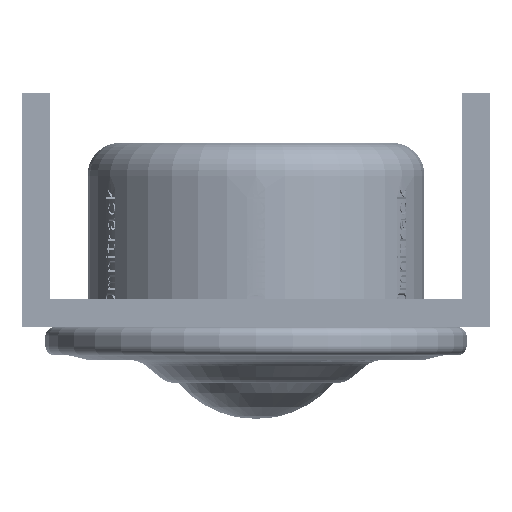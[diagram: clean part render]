
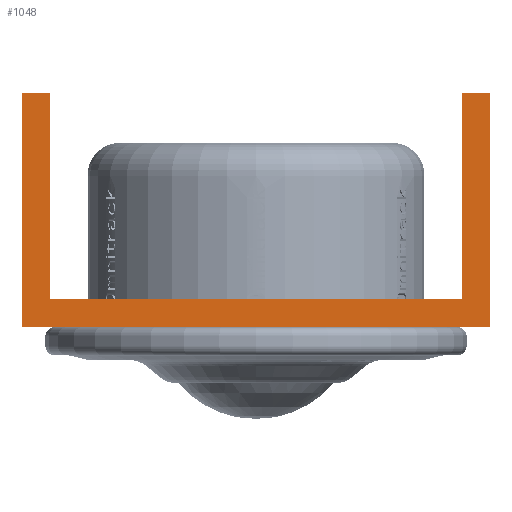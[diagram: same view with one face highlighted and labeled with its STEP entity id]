
A CAD part, front view. The second image highlights one B-rep face of the part: STEP entity #1048.
In plain terms, the highlighted planar face has unit normal (0, -1, 0).
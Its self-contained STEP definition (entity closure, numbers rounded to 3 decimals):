
#385=DIRECTION('',(0.,0.,-1.));
#386=VECTOR('',#385,25.);
#387=CARTESIAN_POINT('',(25.,-400.,0.));
#388=LINE('',#387,#386);
#389=DIRECTION('',(-1.,0.,0.));
#390=VECTOR('',#389,50.);
#391=CARTESIAN_POINT('',(25.,-400.,-25.));
#392=LINE('',#391,#390);
#393=DIRECTION('',(0.,0.,1.));
#394=VECTOR('',#393,25.);
#395=CARTESIAN_POINT('',(-25.,-400.,-25.));
#396=LINE('',#395,#394);
#397=DIRECTION('',(1.,0.,0.));
#398=VECTOR('',#397,3.);
#399=CARTESIAN_POINT('',(-25.,-400.,0.));
#400=LINE('',#399,#398);
#401=DIRECTION('',(0.,0.,-1.));
#402=VECTOR('',#401,22.);
#403=CARTESIAN_POINT('',(-22.,-400.,0.));
#404=LINE('',#403,#402);
#405=DIRECTION('',(1.,0.,0.));
#406=VECTOR('',#405,44.);
#407=CARTESIAN_POINT('',(-22.,-400.,-22.));
#408=LINE('',#407,#406);
#409=DIRECTION('',(0.,0.,1.));
#410=VECTOR('',#409,22.);
#411=CARTESIAN_POINT('',(22.,-400.,-22.));
#412=LINE('',#411,#410);
#413=DIRECTION('',(1.,0.,0.));
#414=VECTOR('',#413,3.);
#415=CARTESIAN_POINT('',(22.,-400.,0.));
#416=LINE('',#415,#414);
#553=CARTESIAN_POINT('',(25.,-400.,0.));
#554=CARTESIAN_POINT('',(25.,-400.,-25.));
#555=VERTEX_POINT('',#553);
#556=VERTEX_POINT('',#554);
#557=CARTESIAN_POINT('',(-25.,-400.,-25.));
#558=VERTEX_POINT('',#557);
#559=CARTESIAN_POINT('',(-25.,-400.,0.));
#560=VERTEX_POINT('',#559);
#569=CARTESIAN_POINT('',(-22.,-400.,0.));
#570=VERTEX_POINT('',#569);
#571=CARTESIAN_POINT('',(-22.,-400.,-22.));
#572=VERTEX_POINT('',#571);
#573=CARTESIAN_POINT('',(22.,-400.,-22.));
#574=VERTEX_POINT('',#573);
#575=CARTESIAN_POINT('',(22.,-400.,0.));
#576=VERTEX_POINT('',#575);
#1033=CARTESIAN_POINT('',(0.,-400.,0.));
#1034=DIRECTION('',(0.,1.,0.));
#1035=DIRECTION('',(1.,0.,0.));
#1036=AXIS2_PLACEMENT_3D('',#1033,#1034,#1035);
#1037=PLANE('',#1036);
#1038=ORIENTED_EDGE('',*,*,#737,.T.);
#1039=ORIENTED_EDGE('',*,*,#776,.T.);
#1040=ORIENTED_EDGE('',*,*,#838,.T.);
#1041=ORIENTED_EDGE('',*,*,#876,.T.);
#1042=ORIENTED_EDGE('',*,*,#890,.T.);
#1043=ORIENTED_EDGE('',*,*,#928,.T.);
#1044=ORIENTED_EDGE('',*,*,#990,.T.);
#1045=ORIENTED_EDGE('',*,*,#1027,.T.);
#1046=EDGE_LOOP('',(#1038,#1039,#1040,#1041,#1042,#1043,#1044,#1045));
#1047=FACE_OUTER_BOUND('',#1046,.F.);
#1048=ADVANCED_FACE('',(#1047),#1037,.F.);
#737=EDGE_CURVE('',#555,#556,#388,.T.);
#776=EDGE_CURVE('',#556,#558,#392,.T.);
#838=EDGE_CURVE('',#558,#560,#396,.T.);
#876=EDGE_CURVE('',#560,#570,#400,.T.);
#890=EDGE_CURVE('',#570,#572,#404,.T.);
#928=EDGE_CURVE('',#572,#574,#408,.T.);
#990=EDGE_CURVE('',#574,#576,#412,.T.);
#1027=EDGE_CURVE('',#576,#555,#416,.T.);
